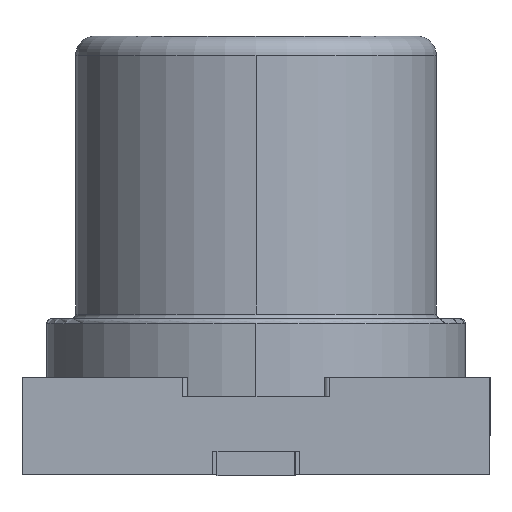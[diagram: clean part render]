
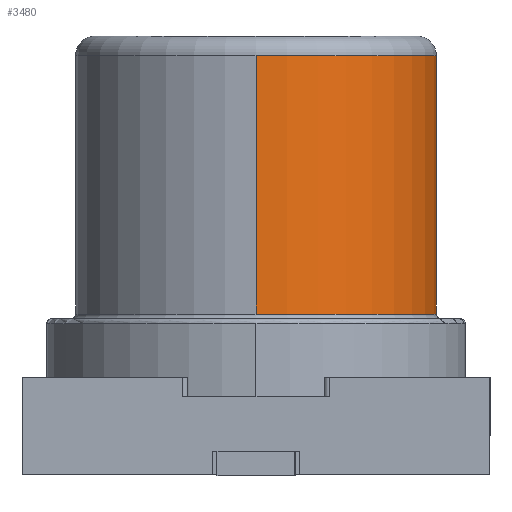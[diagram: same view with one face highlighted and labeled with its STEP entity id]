
A CAD part, left-side view. The second image highlights one B-rep face of the part: STEP entity #3480.
In plain terms, the highlighted cylindrical face has radius 1.85 mm (diameter 3.7 mm), a partial arc.
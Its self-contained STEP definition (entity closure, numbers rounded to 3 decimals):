
#161 = VERTEX_POINT ( 'NONE', #3021 ) ;
#316 = LINE ( 'NONE', #5929, #858 ) ;
#338 = CARTESIAN_POINT ( 'NONE',  ( -3.15, 0., 4.3 ) ) ;
#829 = CARTESIAN_POINT ( 'NONE',  ( -3.15, 0., 19.663 ) ) ;
#858 = VECTOR ( 'NONE', #5763, 1000. ) ;
#1206 = CARTESIAN_POINT ( 'NONE',  ( -5., 0., 4.3 ) ) ;
#1448 = CARTESIAN_POINT ( 'NONE',  ( -3.15, -1.85, 4.3 ) ) ;
#1470 = EDGE_CURVE ( 'NONE', #3327, #161, #6940, .T. ) ;
#1750 = EDGE_CURVE ( 'NONE', #5042, #6808, #4810, .T. ) ;
#1770 = FACE_OUTER_BOUND ( 'NONE', #6469, .T. ) ;
#2366 = VECTOR ( 'NONE', #6658, 1000. ) ;
#2443 = LINE ( 'NONE', #2922, #2366 ) ;
#2535 = DIRECTION ( 'NONE',  ( 0., 0., -1. ) ) ;
#2922 = CARTESIAN_POINT ( 'NONE',  ( -3.15, -1.85, 19.663 ) ) ;
#2926 = DIRECTION ( 'NONE',  ( 0., 0., -1. ) ) ;
#3021 = CARTESIAN_POINT ( 'NONE',  ( -3.15, -1.85, 1.65 ) ) ;
#3033 = DIRECTION ( 'NONE',  ( 1., 0., 0. ) ) ;
#3097 = AXIS2_PLACEMENT_3D ( 'NONE', #6274, #5176, #3033 ) ;
#3327 = VERTEX_POINT ( 'NONE', #5464 ) ;
#3480 = ADVANCED_FACE ( 'NONE', ( #1770 ), #6706, .T. ) ;
#3726 = EDGE_CURVE ( 'NONE', #6808, #3327, #316, .T. ) ;
#3986 = ORIENTED_EDGE ( 'NONE', *, *, #1470, .T. ) ;
#4439 = AXIS2_PLACEMENT_3D ( 'NONE', #829, #2926, #6186 ) ;
#4810 = CIRCLE ( 'NONE', #5349, 1.85 ) ;
#5042 = VERTEX_POINT ( 'NONE', #1448 ) ;
#5176 = DIRECTION ( 'NONE',  ( 0., 0., 1. ) ) ;
#5349 = AXIS2_PLACEMENT_3D ( 'NONE', #338, #2535, #5771 ) ;
#5464 = CARTESIAN_POINT ( 'NONE',  ( -5., 0., 1.65 ) ) ;
#5502 = ORIENTED_EDGE ( 'NONE', *, *, #3726, .T. ) ;
#5763 = DIRECTION ( 'NONE',  ( 0., 0., -1. ) ) ;
#5771 = DIRECTION ( 'NONE',  ( 1., 0., 0. ) ) ;
#5929 = CARTESIAN_POINT ( 'NONE',  ( -5., 0., 19.663 ) ) ;
#6160 = ORIENTED_EDGE ( 'NONE', *, *, #6848, .F. ) ;
#6186 = DIRECTION ( 'NONE',  ( -1., 0., 0. ) ) ;
#6274 = CARTESIAN_POINT ( 'NONE',  ( -3.15, 0., 1.65 ) ) ;
#6469 = EDGE_LOOP ( 'NONE', ( #6730, #5502, #3986, #6160 ) ) ;
#6658 = DIRECTION ( 'NONE',  ( 0., 0., -1. ) ) ;
#6706 = CYLINDRICAL_SURFACE ( 'NONE', #4439, 1.85 ) ;
#6730 = ORIENTED_EDGE ( 'NONE', *, *, #1750, .T. ) ;
#6808 = VERTEX_POINT ( 'NONE', #1206 ) ;
#6848 = EDGE_CURVE ( 'NONE', #5042, #161, #2443, .T. ) ;
#6940 = CIRCLE ( 'NONE', #3097, 1.85 ) ;
